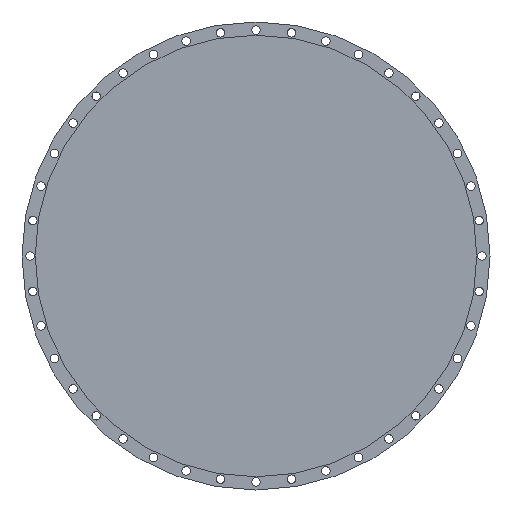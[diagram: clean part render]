
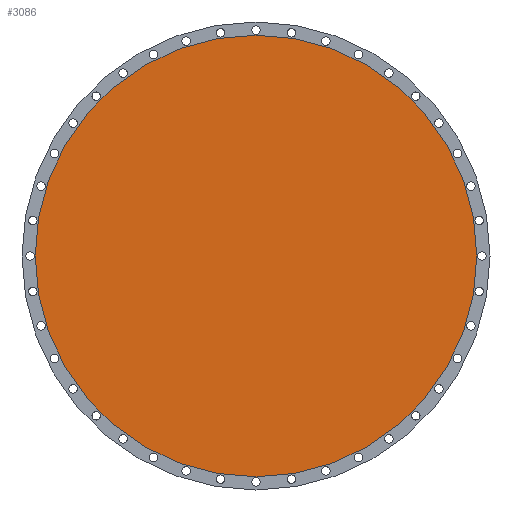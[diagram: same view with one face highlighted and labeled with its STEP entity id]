
A CAD part, left-side view. The second image highlights one B-rep face of the part: STEP entity #3086.
In plain terms, the highlighted planar face has unit normal (-1, 0, 0).
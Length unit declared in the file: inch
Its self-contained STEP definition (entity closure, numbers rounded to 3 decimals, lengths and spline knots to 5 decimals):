
#10 = EDGE_LOOP ( 'NONE', ( #2094, #3029 ) ) ;
#30 = DIRECTION ( 'NONE',  ( -1., 0., 0. ) ) ;
#353 = VERTEX_POINT ( 'NONE', #567 ) ;
#374 = DIRECTION ( 'NONE',  ( 0., 0., 1. ) ) ;
#567 = CARTESIAN_POINT ( 'NONE',  ( 0., 0., 29.25 ) ) ;
#577 = EDGE_CURVE ( 'NONE', #1916, #353, #2323, .T. ) ;
#646 = CARTESIAN_POINT ( 'NONE',  ( 0., 0., -29.25 ) ) ;
#769 = DIRECTION ( 'NONE',  ( 0., 0., 1. ) ) ;
#787 = FACE_OUTER_BOUND ( 'NONE', #10, .T. ) ;
#839 = CARTESIAN_POINT ( 'NONE',  ( 0., 0., 0. ) ) ;
#931 = CARTESIAN_POINT ( 'NONE',  ( 0., 0., 0. ) ) ;
#1376 = DIRECTION ( 'NONE',  ( -1., 0., 0. ) ) ;
#1512 = CARTESIAN_POINT ( 'NONE',  ( 0., 0., 0. ) ) ;
#1916 = VERTEX_POINT ( 'NONE', #646 ) ;
#1934 = AXIS2_PLACEMENT_3D ( 'NONE', #931, #1376, #2170 ) ;
#2094 = ORIENTED_EDGE ( 'NONE', *, *, #2742, .T. ) ;
#2170 = DIRECTION ( 'NONE',  ( 0., 0., 1. ) ) ;
#2175 = AXIS2_PLACEMENT_3D ( 'NONE', #839, #2822, #374 ) ;
#2239 = AXIS2_PLACEMENT_3D ( 'NONE', #1512, #30, #769 ) ;
#2250 = PLANE ( 'NONE',  #2239 ) ;
#2323 = CIRCLE ( 'NONE', #2175, 29.25 ) ;
#2742 = EDGE_CURVE ( 'NONE', #353, #1916, #2812, .T. ) ;
#2812 = CIRCLE ( 'NONE', #1934, 29.25 ) ;
#2822 = DIRECTION ( 'NONE',  ( -1., 0., 0. ) ) ;
#3029 = ORIENTED_EDGE ( 'NONE', *, *, #577, .T. ) ;
#3086 = ADVANCED_FACE ( 'NONE', ( #787 ), #2250, .T. ) ;
